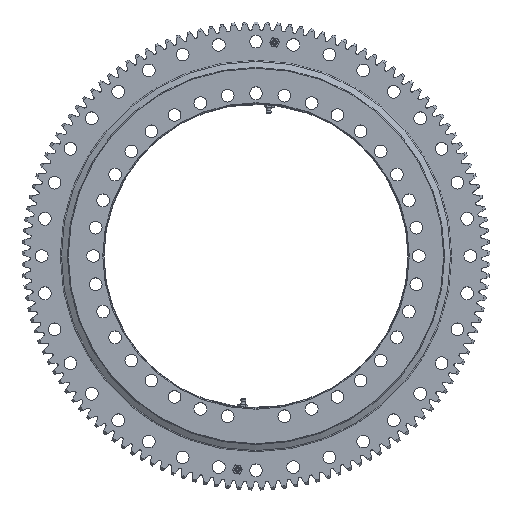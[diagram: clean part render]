
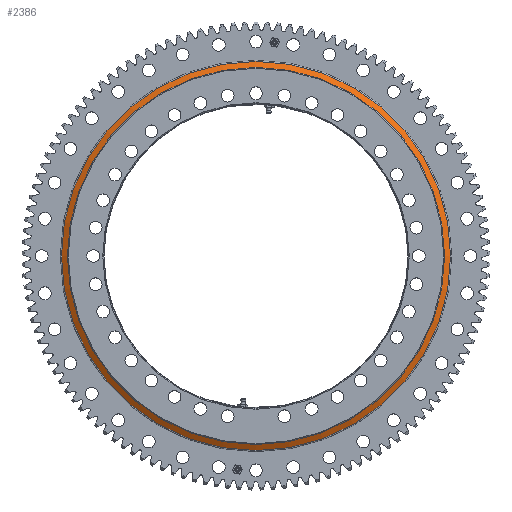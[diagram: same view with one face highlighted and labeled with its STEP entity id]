
A CAD part, top view. The second image highlights one B-rep face of the part: STEP entity #2386.
In plain terms, the highlighted conical face has half-angle 58.57 degrees and reference radius 237.5 mm.
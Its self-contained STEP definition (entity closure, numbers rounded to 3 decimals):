
#1447 = EDGE_LOOP ( 'NONE', ( #48263 ) ) ;
#1888 = VERTEX_POINT ( 'NONE', #7423 ) ;
#2386 = ADVANCED_FACE ( 'NONE', ( #50019, #28326 ), #7248, .T. ) ;
#3725 = ORIENTED_EDGE ( 'NONE', *, *, #48770, .T. ) ;
#4802 = EDGE_CURVE ( 'NONE', #35809, #35809, #42858, .T. ) ;
#7248 = CONICAL_SURFACE ( 'NONE', #32152, 237.5, 1.022 ) ;
#7423 = CARTESIAN_POINT ( 'NONE',  ( 230.5, 2., -237.5 ) ) ;
#12578 = CARTESIAN_POINT ( 'NONE',  ( 230.5, -2.61, 0. ) ) ;
#13344 = CARTESIAN_POINT ( 'NONE',  ( 230.5, -2.61, -245.044 ) ) ;
#14115 = DIRECTION ( 'NONE',  ( 0., -1., 0. ) ) ;
#15135 = AXIS2_PLACEMENT_3D ( 'NONE', #12578, #16675, #48967 ) ;
#16675 = DIRECTION ( 'NONE',  ( 0., -1., 0. ) ) ;
#18378 = CARTESIAN_POINT ( 'NONE',  ( 230.5, 2., 0. ) ) ;
#19510 = CARTESIAN_POINT ( 'NONE',  ( 230.5, 2., 0. ) ) ;
#20876 = CIRCLE ( 'NONE', #37030, 237.5 ) ;
#28326 = FACE_BOUND ( 'NONE', #32683, .T. ) ;
#32152 = AXIS2_PLACEMENT_3D ( 'NONE', #19510, #35937, #52353 ) ;
#32683 = EDGE_LOOP ( 'NONE', ( #3725 ) ) ;
#35809 = VERTEX_POINT ( 'NONE', #13344 ) ;
#35937 = DIRECTION ( 'NONE',  ( 0., -1., 0. ) ) ;
#37030 = AXIS2_PLACEMENT_3D ( 'NONE', #18378, #14115, #42471 ) ;
#42471 = DIRECTION ( 'NONE',  ( 0., 0., -1. ) ) ;
#42858 = CIRCLE ( 'NONE', #15135, 245.044 ) ;
#48263 = ORIENTED_EDGE ( 'NONE', *, *, #4802, .F. ) ;
#48770 = EDGE_CURVE ( 'NONE', #1888, #1888, #20876, .T. ) ;
#48967 = DIRECTION ( 'NONE',  ( 0., 0., -1. ) ) ;
#50019 = FACE_OUTER_BOUND ( 'NONE', #1447, .T. ) ;
#52353 = DIRECTION ( 'NONE',  ( 0., 0., -1. ) ) ;
